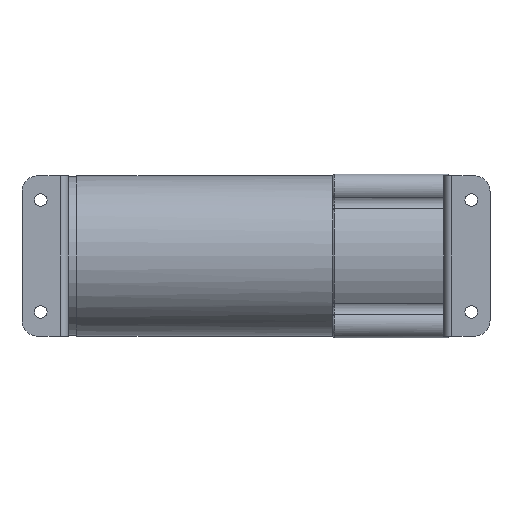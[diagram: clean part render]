
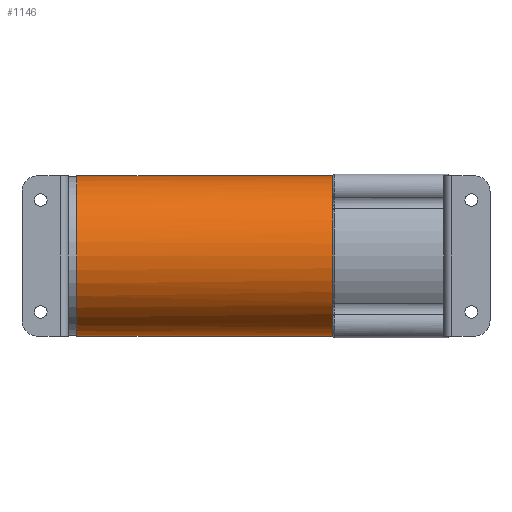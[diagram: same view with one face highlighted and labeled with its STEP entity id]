
A CAD part, front view. The second image highlights one B-rep face of the part: STEP entity #1146.
In plain terms, the highlighted cylindrical face has radius 26.035 mm (diameter 52.07 mm), a partial arc.
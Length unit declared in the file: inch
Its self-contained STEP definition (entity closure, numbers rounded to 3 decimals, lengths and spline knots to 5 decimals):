
#4 = EDGE_CURVE ( 'NONE', #1178, #3437, #4107, .T. ) ;
#122 = CARTESIAN_POINT ( 'NONE',  ( 3.27, 0., 0. ) ) ;
#159 = CARTESIAN_POINT ( 'NONE',  ( 3.27, 0., 0. ) ) ;
#256 = EDGE_CURVE ( 'NONE', #3987, #1178, #3510, .T. ) ;
#313 = AXIS2_PLACEMENT_3D ( 'NONE', #3953, #1964, #4699 ) ;
#321 = EDGE_CURVE ( 'NONE', #891, #324, #4738, .T. ) ;
#324 = VERTEX_POINT ( 'NONE', #4777 ) ;
#360 = EDGE_CURVE ( 'NONE', #2493, #3860, #3450, .T. ) ;
#372 = CARTESIAN_POINT ( 'NONE',  ( 0., 0., 1.025 ) ) ;
#426 = CIRCLE ( 'NONE', #4670, 1.025 ) ;
#541 = DIRECTION ( 'NONE',  ( 0., 0., -1. ) ) ;
#574 = EDGE_CURVE ( 'NONE', #4577, #3278, #1270, .T. ) ;
#621 = AXIS2_PLACEMENT_3D ( 'NONE', #4447, #1327, #4818 ) ;
#640 = CIRCLE ( 'NONE', #1979, 1.025 ) ;
#665 = CYLINDRICAL_SURFACE ( 'NONE', #1323, 1.025 ) ;
#773 = CIRCLE ( 'NONE', #313, 1.025 ) ;
#831 = VERTEX_POINT ( 'NONE', #2151 ) ;
#885 = DIRECTION ( 'NONE',  ( 0., 0., -1. ) ) ;
#891 = VERTEX_POINT ( 'NONE', #4977 ) ;
#920 = AXIS2_PLACEMENT_3D ( 'NONE', #1791, #4545, #4187 ) ;
#923 = DIRECTION ( 'NONE',  ( 0., 0., 1. ) ) ;
#1146 = ADVANCED_FACE ( 'NONE', ( #3582 ), #665, .T. ) ;
#1147 = ORIENTED_EDGE ( 'NONE', *, *, #360, .T. ) ;
#1156 = ORIENTED_EDGE ( 'NONE', *, *, #321, .F. ) ;
#1178 = VERTEX_POINT ( 'NONE', #1396 ) ;
#1270 = CIRCLE ( 'NONE', #621, 1.025 ) ;
#1304 = DIRECTION ( 'NONE',  ( 1., 0., 0. ) ) ;
#1323 = AXIS2_PLACEMENT_3D ( 'NONE', #159, #3238, #923 ) ;
#1327 = DIRECTION ( 'NONE',  ( 1., 0., 0. ) ) ;
#1385 = ORIENTED_EDGE ( 'NONE', *, *, #4, .F. ) ;
#1392 = AXIS2_PLACEMENT_3D ( 'NONE', #3990, #1643, #885 ) ;
#1396 = CARTESIAN_POINT ( 'NONE',  ( 3.27, -0.80415, 0.63558 ) ) ;
#1409 = DIRECTION ( 'NONE',  ( 0., 0., -1. ) ) ;
#1494 = CARTESIAN_POINT ( 'NONE',  ( 3.27, 0., -1.025 ) ) ;
#1527 = CIRCLE ( 'NONE', #920, 1.025 ) ;
#1643 = DIRECTION ( 'NONE',  ( 1., 0., 0. ) ) ;
#1720 = EDGE_CURVE ( 'NONE', #4197, #3987, #426, .T. ) ;
#1736 = DIRECTION ( 'NONE',  ( 0., 0., -1. ) ) ;
#1791 = CARTESIAN_POINT ( 'NONE',  ( 0., 0., 0. ) ) ;
#1826 = CIRCLE ( 'NONE', #2543, 1.025 ) ;
#1854 = DIRECTION ( 'NONE',  ( -1., 0., 0. ) ) ;
#1874 = CARTESIAN_POINT ( 'NONE',  ( 3.27, 0., 1.025 ) ) ;
#1964 = DIRECTION ( 'NONE',  ( 1., 0., 0. ) ) ;
#1971 = ORIENTED_EDGE ( 'NONE', *, *, #574, .F. ) ;
#1979 = AXIS2_PLACEMENT_3D ( 'NONE', #2036, #1304, #541 ) ;
#2036 = CARTESIAN_POINT ( 'NONE',  ( 3.27, 0., 0. ) ) ;
#2047 = VECTOR ( 'NONE', #2200, 39.37008 ) ;
#2084 = ORIENTED_EDGE ( 'NONE', *, *, #4971, .F. ) ;
#2108 = EDGE_LOOP ( 'NONE', ( #3586, #4773, #1971, #3314, #1156, #3154, #1385, #3172, #3585, #2084, #1147, #3650 ) ) ;
#2151 = CARTESIAN_POINT ( 'NONE',  ( 3.27, 0., -1.025 ) ) ;
#2200 = DIRECTION ( 'NONE',  ( -1., 0., 0. ) ) ;
#2387 = DIRECTION ( 'NONE',  ( 0., 0., -1. ) ) ;
#2432 = DIRECTION ( 'NONE',  ( 0., 0., -1. ) ) ;
#2493 = VERTEX_POINT ( 'NONE', #2510 ) ;
#2510 = CARTESIAN_POINT ( 'NONE',  ( 3.27, 0., 1.025 ) ) ;
#2543 = AXIS2_PLACEMENT_3D ( 'NONE', #4458, #2580, #4929 ) ;
#2549 = DIRECTION ( 'NONE',  ( 1., 0., 0. ) ) ;
#2576 = EDGE_CURVE ( 'NONE', #831, #2660, #4922, .T. ) ;
#2580 = DIRECTION ( 'NONE',  ( 1., 0., 0. ) ) ;
#2660 = VERTEX_POINT ( 'NONE', #3226 ) ;
#2697 = AXIS2_PLACEMENT_3D ( 'NONE', #122, #4003, #2432 ) ;
#3154 = ORIENTED_EDGE ( 'NONE', *, *, #4899, .F. ) ;
#3155 = CARTESIAN_POINT ( 'NONE',  ( 3.27, -0.46953, 0.91114 ) ) ;
#3162 = CARTESIAN_POINT ( 'NONE',  ( 3.27, 0., 0. ) ) ;
#3172 = ORIENTED_EDGE ( 'NONE', *, *, #256, .F. ) ;
#3226 = CARTESIAN_POINT ( 'NONE',  ( 0., 0., -1.025 ) ) ;
#3238 = DIRECTION ( 'NONE',  ( -1., 0., 0. ) ) ;
#3278 = VERTEX_POINT ( 'NONE', #3947 ) ;
#3298 = CIRCLE ( 'NONE', #4297, 1.025 ) ;
#3314 = ORIENTED_EDGE ( 'NONE', *, *, #3908, .F. ) ;
#3437 = VERTEX_POINT ( 'NONE', #4332 ) ;
#3450 = LINE ( 'NONE', #1874, #3697 ) ;
#3510 = CIRCLE ( 'NONE', #2697, 1.025 ) ;
#3555 = DIRECTION ( 'NONE',  ( 1., 0., 0. ) ) ;
#3582 = FACE_OUTER_BOUND ( 'NONE', #2108, .T. ) ;
#3585 = ORIENTED_EDGE ( 'NONE', *, *, #1720, .F. ) ;
#3586 = ORIENTED_EDGE ( 'NONE', *, *, #2576, .F. ) ;
#3650 = ORIENTED_EDGE ( 'NONE', *, *, #3666, .T. ) ;
#3653 = DIRECTION ( 'NONE',  ( 1., 0., 0. ) ) ;
#3666 = EDGE_CURVE ( 'NONE', #3860, #2660, #1527, .T. ) ;
#3684 = CARTESIAN_POINT ( 'NONE',  ( 3.27, 0., 0. ) ) ;
#3697 = VECTOR ( 'NONE', #1854, 39.37008 ) ;
#3806 = CARTESIAN_POINT ( 'NONE',  ( 3.27, -0.46953, -0.91114 ) ) ;
#3860 = VERTEX_POINT ( 'NONE', #372 ) ;
#3908 = EDGE_CURVE ( 'NONE', #324, #4577, #773, .T. ) ;
#3947 = CARTESIAN_POINT ( 'NONE',  ( 3.27, -0.42477, -0.93284 ) ) ;
#3953 = CARTESIAN_POINT ( 'NONE',  ( 3.27, 0., 0. ) ) ;
#3987 = VERTEX_POINT ( 'NONE', #3155 ) ;
#3990 = CARTESIAN_POINT ( 'NONE',  ( 3.27, 0., 0. ) ) ;
#4003 = DIRECTION ( 'NONE',  ( 1., 0., 0. ) ) ;
#4028 = EDGE_CURVE ( 'NONE', #3278, #831, #640, .T. ) ;
#4107 = CIRCLE ( 'NONE', #4652, 1.025 ) ;
#4187 = DIRECTION ( 'NONE',  ( 0., 0., -1. ) ) ;
#4197 = VERTEX_POINT ( 'NONE', #4541 ) ;
#4297 = AXIS2_PLACEMENT_3D ( 'NONE', #4507, #2549, #1409 ) ;
#4332 = CARTESIAN_POINT ( 'NONE',  ( 3.27, -0.83404, 0.59582 ) ) ;
#4447 = CARTESIAN_POINT ( 'NONE',  ( 3.27, 0., 0. ) ) ;
#4458 = CARTESIAN_POINT ( 'NONE',  ( 3.27, 0., 0. ) ) ;
#4507 = CARTESIAN_POINT ( 'NONE',  ( 3.27, 0., 0. ) ) ;
#4541 = CARTESIAN_POINT ( 'NONE',  ( 3.27, -0.42477, 0.93284 ) ) ;
#4545 = DIRECTION ( 'NONE',  ( 1., 0., 0. ) ) ;
#4577 = VERTEX_POINT ( 'NONE', #3806 ) ;
#4652 = AXIS2_PLACEMENT_3D ( 'NONE', #3162, #3555, #2387 ) ;
#4670 = AXIS2_PLACEMENT_3D ( 'NONE', #3684, #3653, #1736 ) ;
#4699 = DIRECTION ( 'NONE',  ( 0., 0., -1. ) ) ;
#4738 = CIRCLE ( 'NONE', #1392, 1.025 ) ;
#4773 = ORIENTED_EDGE ( 'NONE', *, *, #4028, .F. ) ;
#4777 = CARTESIAN_POINT ( 'NONE',  ( 3.27, -0.80415, -0.63558 ) ) ;
#4818 = DIRECTION ( 'NONE',  ( 0., 0., -1. ) ) ;
#4899 = EDGE_CURVE ( 'NONE', #3437, #891, #1826, .T. ) ;
#4922 = LINE ( 'NONE', #1494, #2047 ) ;
#4929 = DIRECTION ( 'NONE',  ( 0., 0., -1. ) ) ;
#4971 = EDGE_CURVE ( 'NONE', #2493, #4197, #3298, .T. ) ;
#4977 = CARTESIAN_POINT ( 'NONE',  ( 3.27, -0.83404, -0.59582 ) ) ;
